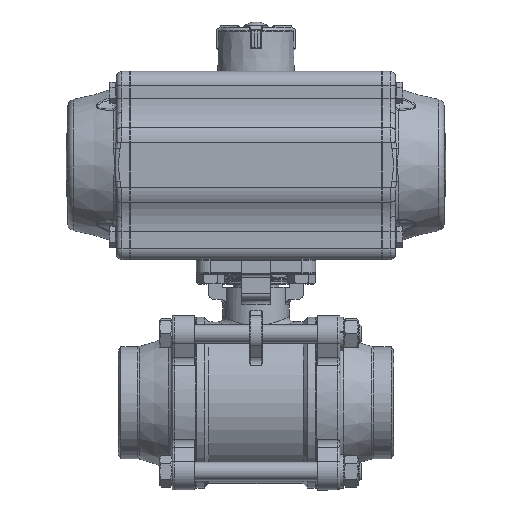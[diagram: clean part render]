
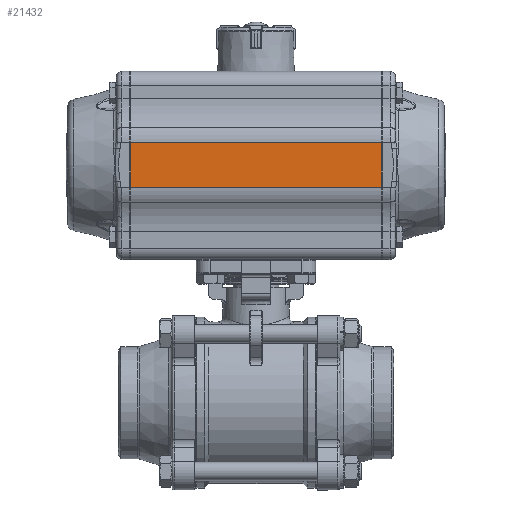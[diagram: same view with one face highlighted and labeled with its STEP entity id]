
A CAD part, top view. The second image highlights one B-rep face of the part: STEP entity #21432.
In plain terms, the highlighted face is planar.
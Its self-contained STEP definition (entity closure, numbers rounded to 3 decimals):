
#1710=PLANE('',#23831);
#2882=LINE('',#58436,#4186);
#2893=LINE('',#58489,#4197);
#2915=LINE('',#58571,#4219);
#2916=LINE('',#58573,#4220);
#4186=VECTOR('',#29090,1000.);
#4197=VECTOR('',#29133,1000.);
#4219=VECTOR('',#29211,1000.);
#4220=VECTOR('',#29214,1000.);
#9672=ORIENTED_EDGE('',*,*,#13119,.T.);
#9673=ORIENTED_EDGE('',*,*,#13187,.F.);
#9674=ORIENTED_EDGE('',*,*,#13145,.F.);
#9675=ORIENTED_EDGE('',*,*,#13188,.T.);
#13119=EDGE_CURVE('',#15294,#15293,#2882,.T.);
#13145=EDGE_CURVE('',#15319,#15320,#2893,.T.);
#13187=EDGE_CURVE('',#15320,#15293,#2915,.T.);
#13188=EDGE_CURVE('',#15319,#15294,#2916,.T.);
#15293=VERTEX_POINT('',#58435);
#15294=VERTEX_POINT('',#58437);
#15319=VERTEX_POINT('',#58488);
#15320=VERTEX_POINT('',#58490);
#17993=EDGE_LOOP('',(#9672,#9673,#9674,#9675));
#19668=FACE_BOUND('',#17993,.T.);
#21432=ADVANCED_FACE('',(#19668),#1710,.F.);
#23831=AXIS2_PLACEMENT_3D('',#58572,#29212,#29213);
#29090=DIRECTION('',(0.,1.,0.));
#29133=DIRECTION('',(0.,1.,0.));
#29211=DIRECTION('',(0.,0.,-1.));
#29212=DIRECTION('',(-1.,0.,0.));
#29213=DIRECTION('',(0.,0.,1.));
#29214=DIRECTION('',(0.,0.,-1.));
#58435=CARTESIAN_POINT('',(42.5,12.191,-68.5));
#58436=CARTESIAN_POINT('',(42.5,-12.191,-68.5));
#58437=CARTESIAN_POINT('',(42.5,-12.191,-68.5));
#58488=CARTESIAN_POINT('',(42.5,-12.191,68.5));
#58489=CARTESIAN_POINT('',(42.5,-12.191,68.5));
#58490=CARTESIAN_POINT('',(42.5,12.191,68.5));
#58571=CARTESIAN_POINT('',(42.5,12.191,68.5));
#58572=CARTESIAN_POINT('',(42.5,-12.191,68.5));
#58573=CARTESIAN_POINT('',(42.5,-12.191,68.5));
